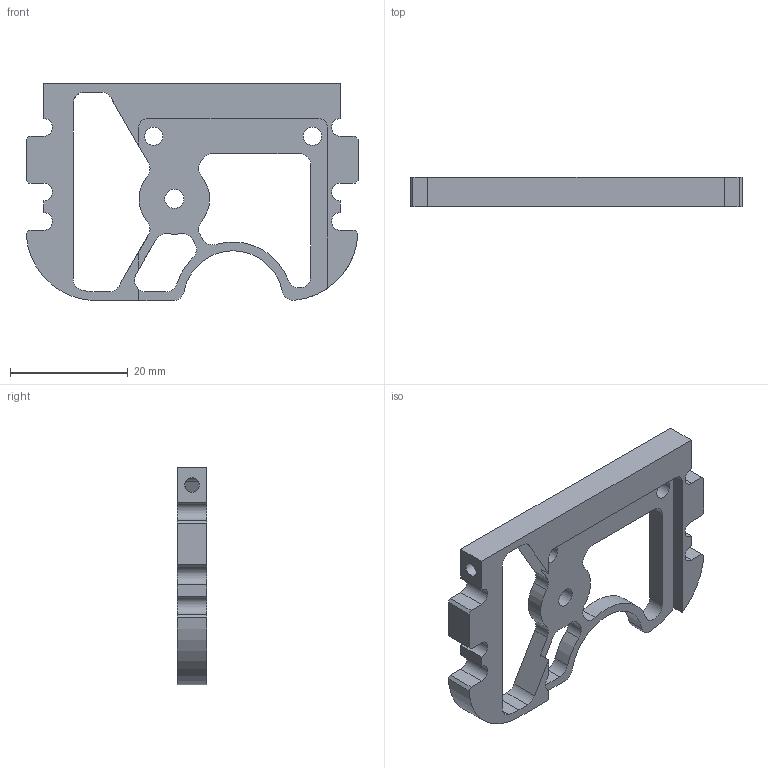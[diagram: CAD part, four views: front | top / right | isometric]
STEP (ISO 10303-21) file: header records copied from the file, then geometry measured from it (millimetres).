
FILE_DESCRIPTION(/* description */ (''),/* implementation_level */ '2;1');
FILE_NAME(/* name */ 'UpperArmHornSideFrame_MIR.stp',/* time_stamp */ '2024-04-11T15:25:03+09:00',/* author */ ('Masato Kubotera'),/* organization */ (''),/* preprocessor_version */ 'ST-DEVELOPER v20',/* originating_system */ 'Autodesk Inventor 2024',/* authorisation */ '');
FILE_SCHEMA (('AUTOMOTIVE_DESIGN { 1 0 10303 214 3 1 1 }'));
Length unit declared in the file: millimetre
Products named in the file (1): UpperArmHornSideFrame_MIR
Bounding box: 56.5 x 5 x 37 mm (x, y, z)
Volume: 4153.9 mm3; surface area: 4002.4 mm2
Topology: 1 solids, 1 shells, 82 faces, 246 edges, 164 vertices
Faces by surface type: cylinder 41, plane 41
Full cylindrical faces by diameter (mm): 2.459 x2, 3.1 x2, 3.242 x1
Entity records: 2973 total; most frequent: CARTESIAN_POINT 523, DIRECTION 494, ORIENTED_EDGE 492, EDGE_CURVE 246, AXIS2_PLACEMENT_3D 167, VERTEX_POINT 164, LINE 160, VECTOR 160
